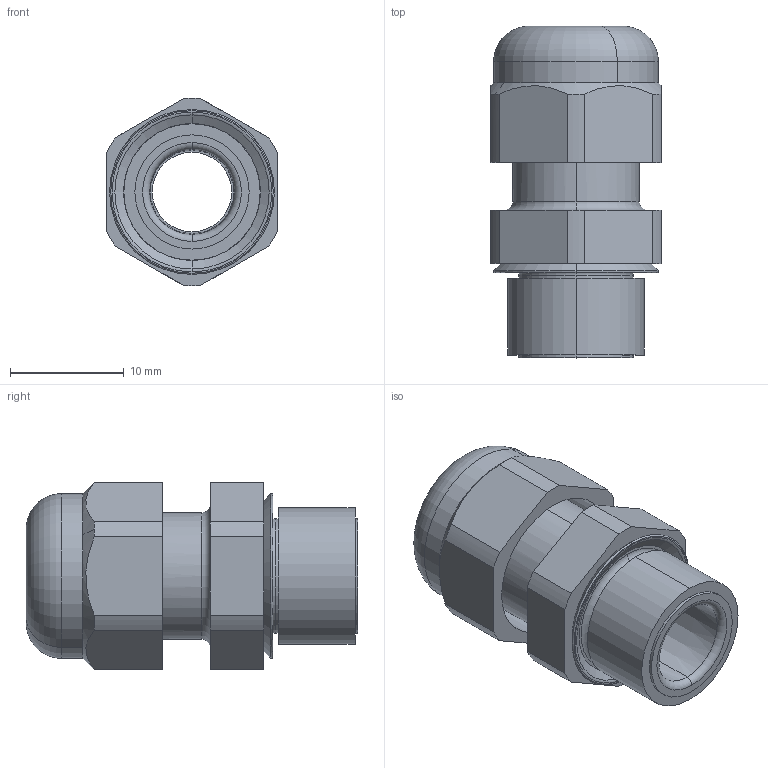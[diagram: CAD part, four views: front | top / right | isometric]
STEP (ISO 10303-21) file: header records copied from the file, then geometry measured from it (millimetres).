
FILE_DESCRIPTION (( 'STEP AP214' ), '1' );
FILE_NAME ('2022900.stp', '2019-08-21T12:34:51', ( '' ), ( '' ), 'SwSTEP 2.0', 'SolidWorks 2018', '' );
FILE_SCHEMA (( 'AUTOMOTIVE_DESIGN' ));
Length unit declared in the file: millimetre
Products named in the file (4): 0006648_grafische Darstellung; EV501_M12; 0006649_grafische Darstellung; 2022900
Assembly tree (3 placements, depth 2):
  2022900
    0006649_grafische Darstellung
    0006648_grafische Darstellung
    EV501_M12
Bounding box: 15 x 29.2 x 16.5 mm (x, y, z)
Volume: 2760.2 mm3; surface area: 3778.1 mm2
Topology: 3 solids, 3 shells, 175 faces, 450 edges, 287 vertices
Faces by surface type: plane 64, cylinder 52, torus 31, cone 20, sphere 8
Entity records: 5824 total; most frequent: CARTESIAN_POINT 1288, DIRECTION 980, ORIENTED_EDGE 900, EDGE_CURVE 450, AXIS2_PLACEMENT_3D 403, VERTEX_POINT 287, CIRCLE 222, EDGE_LOOP 187
